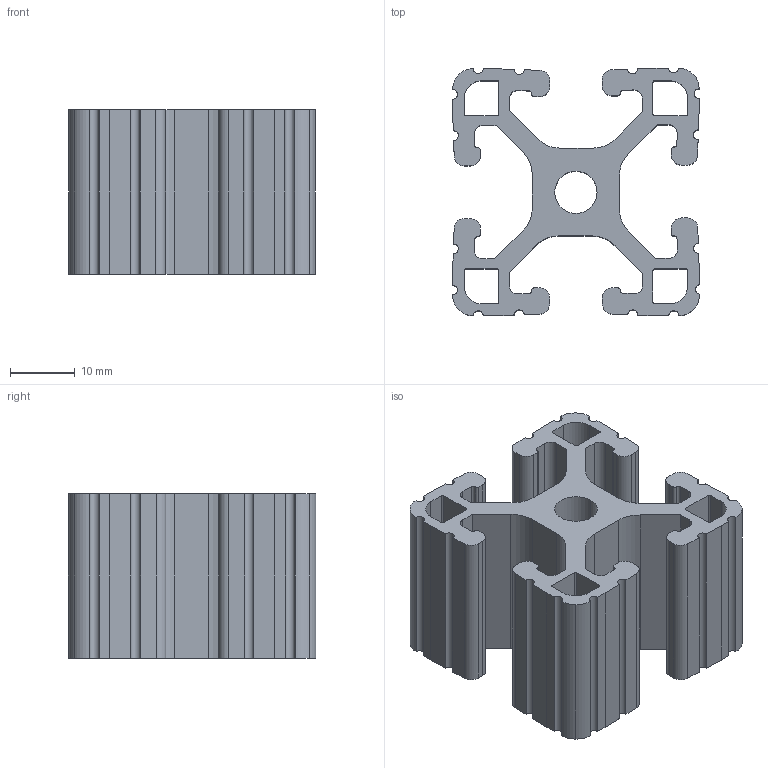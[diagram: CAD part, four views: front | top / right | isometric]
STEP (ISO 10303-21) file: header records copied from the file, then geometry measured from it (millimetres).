
FILE_DESCRIPTION((''),'2;1');
FILE_NAME('8020-1515l.stp','2001-12-26T23:53:31',('Administrator'),(''),'Autodesk Inventor (tm) 3.0','Autodesk Inventor (tm) 3.0','');
FILE_SCHEMA(('CONFIG_CONTROL_DESIGN'));
Length unit declared in the file: inch
Products named in the file (1): 8020-1515l
Bounding box: 38.13 x 38.25 x 25.4 mm (x, y, z)
Volume: 14809.3 mm3; surface area: 11972.3 mm2
Topology: 1 solids, 1 shells, 176 faces, 522 edges, 348 vertices
Faces by surface type: cylinder 90, plane 86
Entity records: 6063 total; most frequent: DIRECTION 1056, CARTESIAN_POINT 1047, ORIENTED_EDGE 1044, EDGE_CURVE 522, AXIS2_PLACEMENT_3D 357, VERTEX_POINT 348, VECTOR 342, LINE 342
